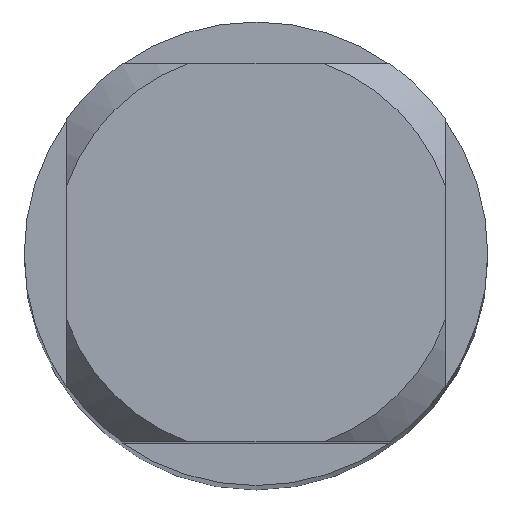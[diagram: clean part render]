
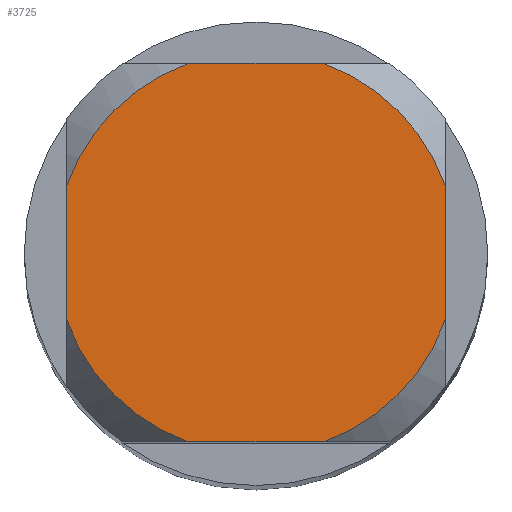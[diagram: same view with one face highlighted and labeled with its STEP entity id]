
A CAD part, top view. The second image highlights one B-rep face of the part: STEP entity #3725.
In plain terms, the highlighted planar face has unit normal (0, 0, 1).
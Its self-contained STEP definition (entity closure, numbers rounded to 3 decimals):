
#1759=EDGE_CURVE('',#3947,#3599,#5186,.T.);
#1805=VERTEX_POINT('',#5238);
#1827=VERTEX_POINT('',#5262);
#2137=EDGE_CURVE('',#1805,#3277,#5600,.T.);
#2675=VERTEX_POINT('',#6184);
#2917=EDGE_CURVE('',#2675,#3711,#6443,.T.);
#3189=EDGE_CURVE('',#3947,#3711,#6742,.T.);
#3277=VERTEX_POINT('',#6836);
#3507=VERTEX_POINT('',#7087);
#3599=VERTEX_POINT('',#7191);
#3711=VERTEX_POINT('',#7313);
#3725=ADVANCED_FACE('',(#7329),#7330,.T.);
#3947=VERTEX_POINT('',#7575);
#3957=EDGE_CURVE('',#1805,#3599,#7586,.T.);
#4071=EDGE_CURVE('',#3507,#1827,#7711,.T.);
#4671=EDGE_CURVE('',#2675,#1827,#8366,.T.);
#4741=EDGE_CURVE('',#3507,#3277,#8440,.T.);
#5186=CIRCLE('',#8922,2.6);
#5238=CARTESIAN_POINT('',(-0.87,-2.45,0.0));
#5262=CARTESIAN_POINT('',(-0.87,2.45,0.0));
#5600=CIRCLE('',#9727,2.6);
#6184=CARTESIAN_POINT('',(0.87,2.45,0.0));
#6443=CIRCLE('',#11348,2.6);
#6742=LINE('',#11892,#11893);
#6836=CARTESIAN_POINT('',(-2.45,-0.87,0.0));
#7087=CARTESIAN_POINT('',(-2.45,0.87,0.0));
#7191=CARTESIAN_POINT('',(0.87,-2.45,0.0));
#7313=CARTESIAN_POINT('',(2.45,0.87,0.0));
#7329=FACE_OUTER_BOUND('',#12873,.T.);
#7330=PLANE('',#12874);
#7575=CARTESIAN_POINT('',(2.45,-0.87,0.0));
#7586=LINE('',#13290,#13291);
#7711=CIRCLE('',#13502,2.6);
#8366=LINE('',#14686,#14687);
#8440=LINE('',#14817,#14818);
#8922=AXIS2_PLACEMENT_3D('',#15521,#15522,#15523);
#9727=AXIS2_PLACEMENT_3D('',#15946,#15947,#15948);
#11348=AXIS2_PLACEMENT_3D('',#16887,#16888,#16889);
#11892=CARTESIAN_POINT('',(2.45,0.65,0.0));
#11893=VECTOR('',#17206,1.0);
#12873=EDGE_LOOP('',(#17968,#17969,#17970,#17971,#17972,#17973,#17974,#17975));
#12874=AXIS2_PLACEMENT_3D('',#17976,#17977,#17978);
#13290=CARTESIAN_POINT('',(0.0,-2.45,0.0));
#13291=VECTOR('',#18391,1.0);
#13502=AXIS2_PLACEMENT_3D('',#18526,#18527,#18528);
#14686=CARTESIAN_POINT('',(0.0,2.45,0.0));
#14687=VECTOR('',#19208,1.0);
#14817=CARTESIAN_POINT('',(-2.45,0.65,0.0));
#14818=VECTOR('',#19271,1.0);
#15521=CARTESIAN_POINT('',(0.0,0.0,0.0));
#15522=DIRECTION('',(0.0,0.0,-1.0));
#15523=DIRECTION('',(0.0,1.0,0.0));
#15946=CARTESIAN_POINT('',(0.0,0.0,0.0));
#15947=DIRECTION('',(0.0,0.0,-1.0));
#15948=DIRECTION('',(0.0,1.0,0.0));
#16887=CARTESIAN_POINT('',(0.0,0.0,0.0));
#16888=DIRECTION('',(0.0,0.0,-1.0));
#16889=DIRECTION('',(0.0,1.0,0.0));
#17206=DIRECTION('',(-0.0,1.0,0.0));
#17968=ORIENTED_EDGE('',*,*,#4741,.T.);
#17969=ORIENTED_EDGE('',*,*,#2137,.F.);
#17970=ORIENTED_EDGE('',*,*,#3957,.T.);
#17971=ORIENTED_EDGE('',*,*,#1759,.F.);
#17972=ORIENTED_EDGE('',*,*,#3189,.T.);
#17973=ORIENTED_EDGE('',*,*,#2917,.F.);
#17974=ORIENTED_EDGE('',*,*,#4671,.T.);
#17975=ORIENTED_EDGE('',*,*,#4071,.F.);
#17976=CARTESIAN_POINT('',(0.0,1.3,0.0));
#17977=DIRECTION('',(-0.0,0.0,1.0));
#17978=DIRECTION('',(0.0,-1.0,0.0));
#18391=DIRECTION('',(1.0,0.0,0.0));
#18526=CARTESIAN_POINT('',(0.0,0.0,0.0));
#18527=DIRECTION('',(0.0,0.0,-1.0));
#18528=DIRECTION('',(0.0,1.0,0.0));
#19208=DIRECTION('',(-1.0,0.0,0.0));
#19271=DIRECTION('',(-0.0,-1.0,0.0));
